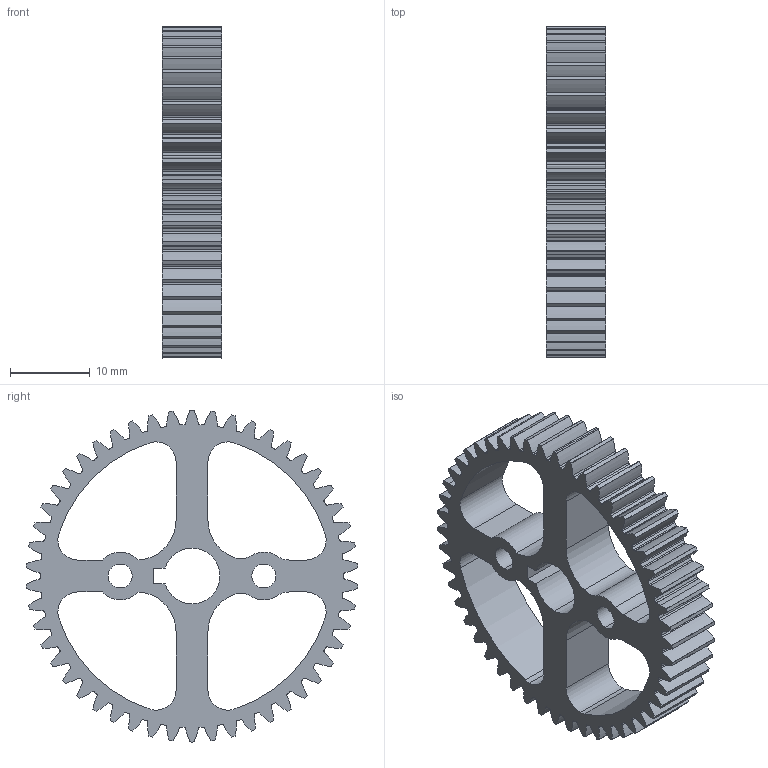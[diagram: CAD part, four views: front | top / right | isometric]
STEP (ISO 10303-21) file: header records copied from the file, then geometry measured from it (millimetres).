
FILE_DESCRIPTION (( 'STEP AP214' ), '1' );
FILE_NAME ('0.8M_50T.STEP', '2025-05-03T08:41:05', ( '' ), ( '' ), 'SwSTEP 2.0', 'SolidWorks 2024', '' );
FILE_SCHEMA (( 'AUTOMOTIVE_DESIGN' ));
Length unit declared in the file: millimetre
Products named in the file (1): 0.8M_50T
Bounding box: 7.5 x 41.55 x 41.6 mm (x, y, z)
Volume: 4044.7 mm3; surface area: 4734.3 mm2
Topology: 1 solids, 1 shells, 489 faces, 1461 edges, 974 vertices
Faces by surface type: cylinder 476, plane 13
Entity records: 17098 total; most frequent: DIRECTION 3393, CARTESIAN_POINT 2925, ORIENTED_EDGE 2922, EDGE_CURVE 1461, AXIS2_PLACEMENT_3D 1442, VERTEX_POINT 974, CIRCLE 952, VECTOR 509
